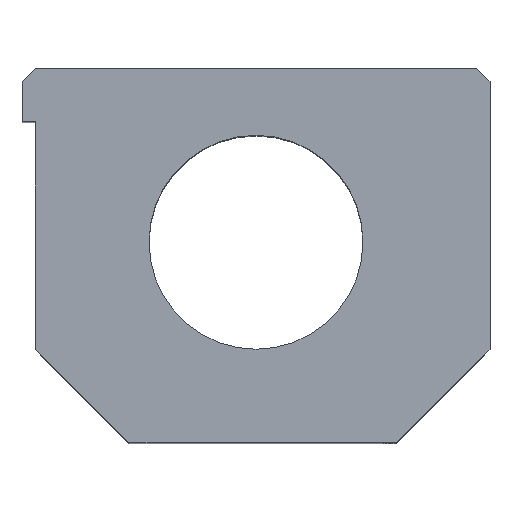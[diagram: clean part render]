
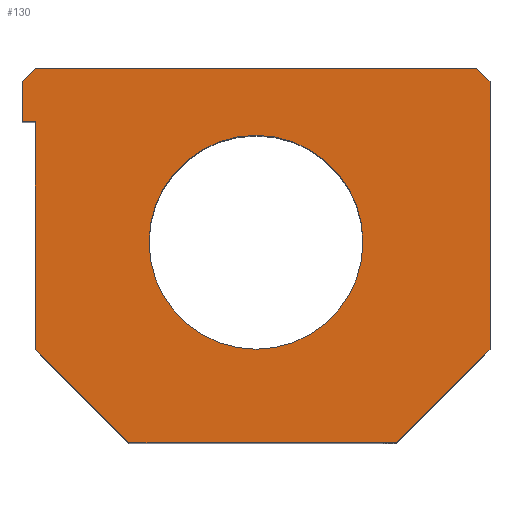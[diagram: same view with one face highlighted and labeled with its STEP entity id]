
A CAD part, top view. The second image highlights one B-rep face of the part: STEP entity #130.
In plain terms, the highlighted planar face has unit normal (0, 0, 1).
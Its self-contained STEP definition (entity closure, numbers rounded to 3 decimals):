
#130 = ADVANCED_FACE( '', ( #256, #257 ), #258, .T. );
#256 = FACE_BOUND( '', #385, .T. );
#257 = FACE_OUTER_BOUND( '', #386, .T. );
#258 = PLANE( '', #387 );
#385 = EDGE_LOOP( '', ( #806, #807 ) );
#386 = EDGE_LOOP( '', ( #808, #809, #810, #811, #812, #813, #814, #815, #816, #817 ) );
#387 = AXIS2_PLACEMENT_3D( '', #818, #819, #820 );
#806 = ORIENTED_EDGE( '', *, *, #954, .T. );
#807 = ORIENTED_EDGE( '', *, *, #837, .T. );
#808 = ORIENTED_EDGE( '', *, *, #955, .F. );
#809 = ORIENTED_EDGE( '', *, *, #971, .F. );
#810 = ORIENTED_EDGE( '', *, *, #968, .F. );
#811 = ORIENTED_EDGE( '', *, *, #939, .F. );
#812 = ORIENTED_EDGE( '', *, *, #944, .F. );
#813 = ORIENTED_EDGE( '', *, *, #964, .F. );
#814 = ORIENTED_EDGE( '', *, *, #933, .F. );
#815 = ORIENTED_EDGE( '', *, *, #937, .F. );
#816 = ORIENTED_EDGE( '', *, *, #962, .F. );
#817 = ORIENTED_EDGE( '', *, *, #959, .F. );
#818 = CARTESIAN_POINT( '', ( 0., 0., 32. ) );
#819 = DIRECTION( '', ( 0., 0., 1. ) );
#820 = DIRECTION( '', ( 1., 0., 0. ) );
#837 = EDGE_CURVE( '', #976, #973, #977, .T. );
#933 = EDGE_CURVE( '', #1140, #1142, #1143, .T. );
#937 = EDGE_CURVE( '', #1147, #1140, #1149, .T. );
#939 = EDGE_CURVE( '', #1150, #1152, #1153, .T. );
#944 = EDGE_CURVE( '', #1159, #1150, #1161, .T. );
#954 = EDGE_CURVE( '', #973, #976, #1171, .T. );
#955 = EDGE_CURVE( '', #1172, #1173, #1174, .T. );
#959 = EDGE_CURVE( '', #1173, #1180, #1181, .T. );
#962 = EDGE_CURVE( '', #1180, #1147, #1185, .T. );
#964 = EDGE_CURVE( '', #1142, #1159, #1187, .T. );
#968 = EDGE_CURVE( '', #1152, #1192, #1193, .T. );
#971 = EDGE_CURVE( '', #1192, #1172, #1197, .T. );
#973 = VERTEX_POINT( '', #1199 );
#976 = VERTEX_POINT( '', #1203 );
#977 = CIRCLE( '', #1204, 8. );
#1140 = VERTEX_POINT( '', #1453 );
#1142 = VERTEX_POINT( '', #1456 );
#1143 = LINE( '', #1457, #1458 );
#1147 = VERTEX_POINT( '', #1464 );
#1149 = LINE( '', #1467, #1468 );
#1150 = VERTEX_POINT( '', #1469 );
#1152 = VERTEX_POINT( '', #1472 );
#1153 = LINE( '', #1473, #1474 );
#1159 = VERTEX_POINT( '', #1483 );
#1161 = LINE( '', #1486, #1487 );
#1171 = CIRCLE( '', #1497, 8. );
#1172 = VERTEX_POINT( '', #1498 );
#1173 = VERTEX_POINT( '', #1499 );
#1174 = LINE( '', #1500, #1501 );
#1180 = VERTEX_POINT( '', #1510 );
#1181 = LINE( '', #1511, #1512 );
#1185 = LINE( '', #1518, #1519 );
#1187 = LINE( '', #1522, #1523 );
#1192 = VERTEX_POINT( '', #1531 );
#1193 = LINE( '', #1532, #1533 );
#1197 = LINE( '', #1539, #1540 );
#1199 = CARTESIAN_POINT( '', ( 0., 23., 32. ) );
#1203 = CARTESIAN_POINT( '', ( 0., 7., 32. ) );
#1204 = AXIS2_PLACEMENT_3D( '', #1544, #1545, #1546 );
#1453 = CARTESIAN_POINT( '', ( 17.5, 7., 32. ) );
#1456 = CARTESIAN_POINT( '', ( 10.5, 0., 32. ) );
#1457 = CARTESIAN_POINT( '', ( 10.5, 0., 32. ) );
#1458 = VECTOR( '', #1728, 1. );
#1464 = CARTESIAN_POINT( '', ( 17.5, 27., 32. ) );
#1467 = CARTESIAN_POINT( '', ( 17.5, 7., 32. ) );
#1468 = VECTOR( '', #1732, 1. );
#1469 = CARTESIAN_POINT( '', ( -16.5, 7., 32. ) );
#1472 = CARTESIAN_POINT( '', ( -16.5, 24., 32. ) );
#1473 = CARTESIAN_POINT( '', ( -16.5, 24., 32. ) );
#1474 = VECTOR( '', #1734, 1. );
#1483 = CARTESIAN_POINT( '', ( -9.5, 0., 32. ) );
#1486 = CARTESIAN_POINT( '', ( -16.5, 7., 32. ) );
#1487 = VECTOR( '', #1739, 1. );
#1497 = AXIS2_PLACEMENT_3D( '', #1767, #1768, #1769 );
#1498 = CARTESIAN_POINT( '', ( -17.5, 27., 32. ) );
#1499 = CARTESIAN_POINT( '', ( -16.5, 28., 32. ) );
#1500 = CARTESIAN_POINT( '', ( -16.5, 28., 32. ) );
#1501 = VECTOR( '', #1770, 1. );
#1510 = CARTESIAN_POINT( '', ( 16.5, 28., 32. ) );
#1511 = CARTESIAN_POINT( '', ( 16.5, 28., 32. ) );
#1512 = VECTOR( '', #1774, 1. );
#1518 = CARTESIAN_POINT( '', ( 17.5, 27., 32. ) );
#1519 = VECTOR( '', #1777, 1. );
#1522 = CARTESIAN_POINT( '', ( -9.5, 0., 32. ) );
#1523 = VECTOR( '', #1779, 1. );
#1531 = CARTESIAN_POINT( '', ( -17.5, 24., 32. ) );
#1532 = CARTESIAN_POINT( '', ( -17.5, 24., 32. ) );
#1533 = VECTOR( '', #1783, 1. );
#1539 = CARTESIAN_POINT( '', ( -17.5, 27., 32. ) );
#1540 = VECTOR( '', #1786, 1. );
#1544 = CARTESIAN_POINT( '', ( 0., 15., 32. ) );
#1545 = DIRECTION( '', ( 0., 0., -1. ) );
#1546 = DIRECTION( '', ( 0., 1., 0. ) );
#1728 = DIRECTION( '', ( -0.707, -0.707, 0. ) );
#1732 = DIRECTION( '', ( 0., -1., 0. ) );
#1734 = DIRECTION( '', ( 0., 1., 0. ) );
#1739 = DIRECTION( '', ( -0.707, 0.707, 0. ) );
#1767 = CARTESIAN_POINT( '', ( 0., 15., 32. ) );
#1768 = DIRECTION( '', ( 0., 0., -1. ) );
#1769 = DIRECTION( '', ( 0., 1., 0. ) );
#1770 = DIRECTION( '', ( 0.707, 0.707, 0. ) );
#1774 = DIRECTION( '', ( 1., 0., 0. ) );
#1777 = DIRECTION( '', ( 0.707, -0.707, 0. ) );
#1779 = DIRECTION( '', ( -1., 0., 0. ) );
#1783 = DIRECTION( '', ( -1., 0., 0. ) );
#1786 = DIRECTION( '', ( 0., 1., 0. ) );
